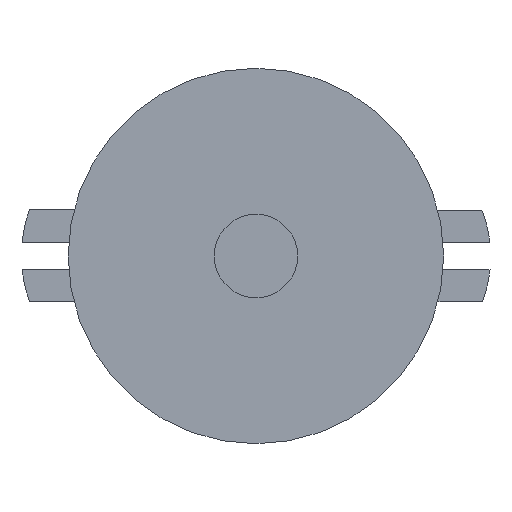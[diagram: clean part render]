
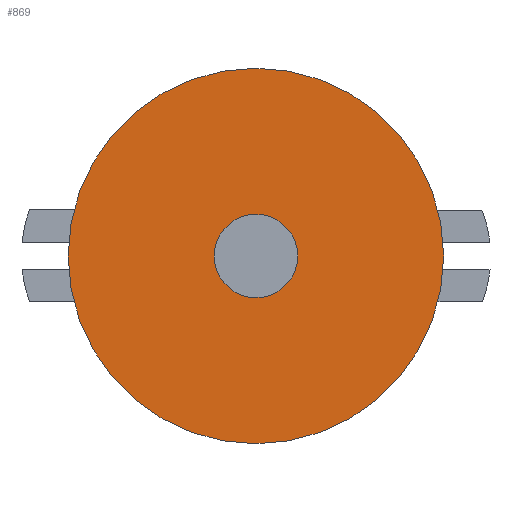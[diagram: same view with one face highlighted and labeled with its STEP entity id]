
A CAD part, front view. The second image highlights one B-rep face of the part: STEP entity #869.
In plain terms, the highlighted planar face has unit normal (0, -1, 0).
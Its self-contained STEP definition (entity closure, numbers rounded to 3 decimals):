
#225 = DIRECTION ( 'NONE',  ( 0., -1., 0. ) ) ;
#230 = DIRECTION ( 'NONE',  ( 0., 1., 0. ) ) ;
#260 = CARTESIAN_POINT ( 'NONE',  ( 0., 0., 0. ) ) ;
#391 = CARTESIAN_POINT ( 'NONE',  ( 0., 0., 0. ) ) ;
#491 = DIRECTION ( 'NONE',  ( 0., 0., 1. ) ) ;
#647 = CARTESIAN_POINT ( 'NONE',  ( -22.5, 0., 0. ) ) ;
#762 = EDGE_CURVE ( 'NONE', #3268, #3383, #3004, .T. ) ;
#830 = DIRECTION ( 'NONE',  ( 0., -1., 0. ) ) ;
#842 = CARTESIAN_POINT ( 'NONE',  ( 0., 0., 0. ) ) ;
#861 = DIRECTION ( 'NONE',  ( 1., 0., 0. ) ) ;
#869 = ADVANCED_FACE ( 'NONE', ( #1591, #3297 ), #1951, .F. ) ;
#883 = ORIENTED_EDGE ( 'NONE', *, *, #3762, .F. ) ;
#926 = VERTEX_POINT ( 'NONE', #4032 ) ;
#980 = CARTESIAN_POINT ( 'NONE',  ( 0., 0., 0. ) ) ;
#1017 = AXIS2_PLACEMENT_3D ( 'NONE', #842, #830, #3056 ) ;
#1084 = EDGE_CURVE ( 'NONE', #3383, #3268, #2188, .T. ) ;
#1591 = FACE_BOUND ( 'NONE', #1608, .T. ) ;
#1608 = EDGE_LOOP ( 'NONE', ( #2411, #883 ) ) ;
#1698 = AXIS2_PLACEMENT_3D ( 'NONE', #391, #2275, #2615 ) ;
#1901 = VERTEX_POINT ( 'NONE', #3764 ) ;
#1951 = PLANE ( 'NONE',  #3145 ) ;
#2129 = CARTESIAN_POINT ( 'NONE',  ( 0., 0., 0. ) ) ;
#2188 = CIRCLE ( 'NONE', #1017, 22.5 ) ;
#2228 = ORIENTED_EDGE ( 'NONE', *, *, #1084, .T. ) ;
#2275 = DIRECTION ( 'NONE',  ( 0., -1., 0. ) ) ;
#2411 = ORIENTED_EDGE ( 'NONE', *, *, #3354, .F. ) ;
#2615 = DIRECTION ( 'NONE',  ( 0., 0., -1. ) ) ;
#2746 = ORIENTED_EDGE ( 'NONE', *, *, #762, .T. ) ;
#2881 = AXIS2_PLACEMENT_3D ( 'NONE', #2129, #225, #861 ) ;
#3004 = CIRCLE ( 'NONE', #2881, 22.5 ) ;
#3056 = DIRECTION ( 'NONE',  ( 1., 0., 0. ) ) ;
#3145 = AXIS2_PLACEMENT_3D ( 'NONE', #260, #230, #491 ) ;
#3174 = DIRECTION ( 'NONE',  ( 0., -1., 0. ) ) ;
#3181 = CARTESIAN_POINT ( 'NONE',  ( 22.5, 0., 0. ) ) ;
#3268 = VERTEX_POINT ( 'NONE', #3181 ) ;
#3297 = FACE_OUTER_BOUND ( 'NONE', #3598, .T. ) ;
#3309 = AXIS2_PLACEMENT_3D ( 'NONE', #980, #3174, #3819 ) ;
#3354 = EDGE_CURVE ( 'NONE', #926, #1901, #4044, .T. ) ;
#3383 = VERTEX_POINT ( 'NONE', #647 ) ;
#3598 = EDGE_LOOP ( 'NONE', ( #2746, #2228 ) ) ;
#3762 = EDGE_CURVE ( 'NONE', #1901, #926, #3868, .T. ) ;
#3764 = CARTESIAN_POINT ( 'NONE',  ( 0., 0., 5. ) ) ;
#3819 = DIRECTION ( 'NONE',  ( 0., 0., -1. ) ) ;
#3868 = CIRCLE ( 'NONE', #1698, 5. ) ;
#4032 = CARTESIAN_POINT ( 'NONE',  ( 0., 0., -5. ) ) ;
#4044 = CIRCLE ( 'NONE', #3309, 5. ) ;
